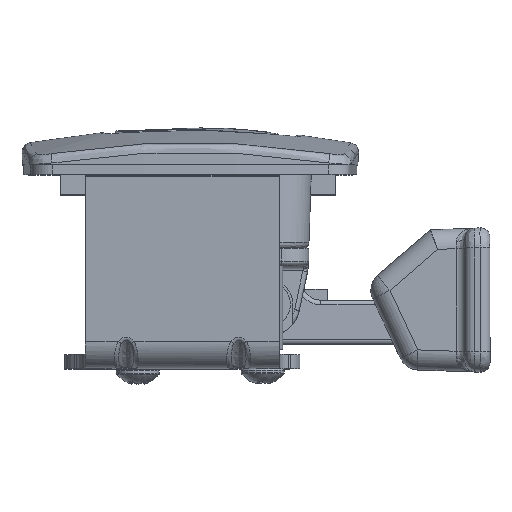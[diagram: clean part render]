
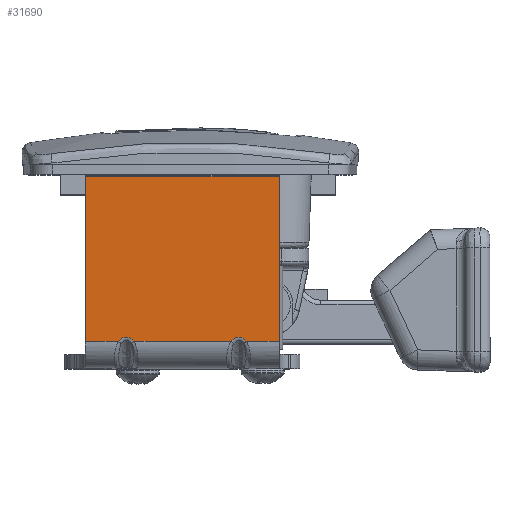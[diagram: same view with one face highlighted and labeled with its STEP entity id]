
A CAD part, top view. The second image highlights one B-rep face of the part: STEP entity #31690.
In plain terms, the highlighted face is planar.
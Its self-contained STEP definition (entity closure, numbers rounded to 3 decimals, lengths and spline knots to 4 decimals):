
#2663=B_SPLINE_CURVE_WITH_KNOTS('',3,(#59418,#59419,#59420,#59421,#59422,
#59423,#59424,#59425),.UNSPECIFIED.,.F.,.F.,(4,1,1,1,1,4),(0.,0.0419,
0.0838,0.1675,0.2304,0.2932),
 .UNSPECIFIED.);
#2668=B_SPLINE_CURVE_WITH_KNOTS('',3,(#59554,#59555,#59556,#59557,#59558,
#59559,#59560,#59561),.UNSPECIFIED.,.F.,.F.,(4,1,1,1,1,4),(0.,0.0419,
0.0838,0.1675,0.2304,0.2932),
 .UNSPECIFIED.);
#4339=FACE_OUTER_BOUND('',#6220,.T.);
#6220=EDGE_LOOP('',(#26880,#26881,#26882,#26883,#26884,#26885,#26886,#26887));
#8749=LINE('',#59507,#11480);
#8750=LINE('',#59729,#11481);
#8751=LINE('',#59731,#11482);
#8752=LINE('',#59733,#11483);
#8753=LINE('',#59735,#11484);
#8754=LINE('',#59736,#11485);
#11480=VECTOR('',#40794,0.3937);
#11481=VECTOR('',#40807,0.3937);
#11482=VECTOR('',#40808,0.3937);
#11483=VECTOR('',#40809,0.3937);
#11484=VECTOR('',#40810,0.3937);
#11485=VECTOR('',#40811,0.3937);
#14450=VERTEX_POINT('',#59365);
#14452=VERTEX_POINT('',#59416);
#14453=VERTEX_POINT('',#59498);
#14455=VERTEX_POINT('',#59552);
#14459=VERTEX_POINT('',#59728);
#14460=VERTEX_POINT('',#59730);
#14461=VERTEX_POINT('',#59732);
#14462=VERTEX_POINT('',#59734);
#18697=EDGE_CURVE('',#14452,#14450,#2663,.T.);
#18702=EDGE_CURVE('',#14453,#14452,#8749,.T.);
#18704=EDGE_CURVE('',#14455,#14453,#2668,.T.);
#18713=EDGE_CURVE('',#14459,#14455,#8750,.T.);
#18714=EDGE_CURVE('',#14459,#14460,#8751,.T.);
#18715=EDGE_CURVE('',#14460,#14461,#8752,.T.);
#18716=EDGE_CURVE('',#14461,#14462,#8753,.T.);
#18717=EDGE_CURVE('',#14450,#14462,#8754,.T.);
#26880=ORIENTED_EDGE('',*,*,#18697,.F.);
#26881=ORIENTED_EDGE('',*,*,#18702,.F.);
#26882=ORIENTED_EDGE('',*,*,#18704,.F.);
#26883=ORIENTED_EDGE('',*,*,#18713,.F.);
#26884=ORIENTED_EDGE('',*,*,#18714,.T.);
#26885=ORIENTED_EDGE('',*,*,#18715,.T.);
#26886=ORIENTED_EDGE('',*,*,#18716,.T.);
#26887=ORIENTED_EDGE('',*,*,#18717,.F.);
#29892=PLANE('',#34297);
#31690=ADVANCED_FACE('',(#4339),#29892,.T.);
#34297=AXIS2_PLACEMENT_3D('',#59727,#40805,#40806);
#40794=DIRECTION('',(0.,0.,-1.));
#40805=DIRECTION('center_axis',(0.053,-0.999,0.));
#40806=DIRECTION('ref_axis',(0.,0.,-1.));
#40807=DIRECTION('',(0.,0.,-1.));
#40808=DIRECTION('',(-0.999,-0.053,0.));
#40809=DIRECTION('',(0.,0.,-1.));
#40810=DIRECTION('',(0.999,0.053,0.));
#40811=DIRECTION('',(0.,0.,-1.));
#59365=CARTESIAN_POINT('',(-0.0805,-1.6134,-0.4029));
#59416=CARTESIAN_POINT('',(-0.0805,-1.6134,-0.3051));
#59418=CARTESIAN_POINT('Ctrl Pts',(-0.0805,-1.6134,
-0.3051));
#59419=CARTESIAN_POINT('Ctrl Pts',(-0.0848,-1.6136,
-0.3085));
#59420=CARTESIAN_POINT('Ctrl Pts',(-0.0929,-1.614,
-0.3161));
#59421=CARTESIAN_POINT('Ctrl Pts',(-0.1058,-1.6147,
-0.3342));
#59422=CARTESIAN_POINT('Ctrl Pts',(-0.1105,-1.615,
-0.36));
#59423=CARTESIAN_POINT('Ctrl Pts',(-0.0988,-1.6143,
-0.386));
#59424=CARTESIAN_POINT('Ctrl Pts',(-0.087,-1.6137,
-0.3978));
#59425=CARTESIAN_POINT('Ctrl Pts',(-0.0805,-1.6134,
-0.4029));
#59498=CARTESIAN_POINT('',(-0.0805,-1.6134,0.3051));
#59507=CARTESIAN_POINT('',(-0.0805,-1.6134,0.));
#59552=CARTESIAN_POINT('',(-0.0805,-1.6134,0.4029));
#59554=CARTESIAN_POINT('Ctrl Pts',(-0.0805,-1.6134,
0.4029));
#59555=CARTESIAN_POINT('Ctrl Pts',(-0.0848,-1.6136,
0.3995));
#59556=CARTESIAN_POINT('Ctrl Pts',(-0.0929,-1.614,
0.3919));
#59557=CARTESIAN_POINT('Ctrl Pts',(-0.1058,-1.6147,
0.3738));
#59558=CARTESIAN_POINT('Ctrl Pts',(-0.1105,-1.615,
0.348));
#59559=CARTESIAN_POINT('Ctrl Pts',(-0.0988,-1.6143,
0.322));
#59560=CARTESIAN_POINT('Ctrl Pts',(-0.087,-1.6137,
0.3102));
#59561=CARTESIAN_POINT('Ctrl Pts',(-0.0805,-1.6134,
0.3051));
#59727=CARTESIAN_POINT('Origin',(-0.0805,-1.6134,0.));
#59728=CARTESIAN_POINT('',(-0.0805,-1.6134,0.61));
#59729=CARTESIAN_POINT('',(-0.0805,-1.6134,0.));
#59730=CARTESIAN_POINT('',(-1.1202,-1.6684,0.61));
#59731=CARTESIAN_POINT('',(-0.0044,-1.6094,0.61));
#59732=CARTESIAN_POINT('',(-1.1202,-1.6684,-0.61));
#59733=CARTESIAN_POINT('',(-1.1202,-1.6684,0.));
#59734=CARTESIAN_POINT('',(-0.0805,-1.6134,-0.61));
#59735=CARTESIAN_POINT('',(0.0217,-1.608,-0.61));
#59736=CARTESIAN_POINT('',(-0.0805,-1.6134,0.));
